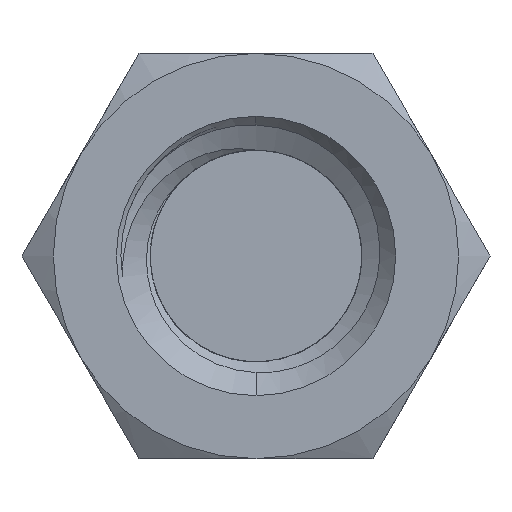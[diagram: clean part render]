
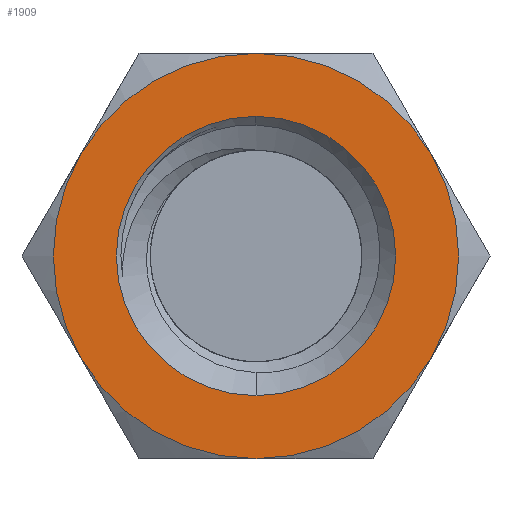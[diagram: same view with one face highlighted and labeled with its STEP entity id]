
A CAD part, left-side view. The second image highlights one B-rep face of the part: STEP entity #1909.
In plain terms, the highlighted planar face has unit normal (-1, 0, 0).
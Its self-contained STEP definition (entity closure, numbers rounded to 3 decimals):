
#162 = VERTEX_POINT ( 'NONE', #1014 ) ;
#176 = CIRCLE ( 'NONE', #3090, 2.25 ) ;
#310 = VERTEX_POINT ( 'NONE', #2986 ) ;
#315 = DIRECTION ( 'NONE',  ( 1., 0., 0. ) ) ;
#484 = CARTESIAN_POINT ( 'NONE',  ( -6.35, 0., 0. ) ) ;
#496 = FACE_BOUND ( 'NONE', #2844, .T. ) ;
#513 = AXIS2_PLACEMENT_3D ( 'NONE', #3555, #2149, #670 ) ;
#670 = DIRECTION ( 'NONE',  ( 0., 0., -1. ) ) ;
#743 = ORIENTED_EDGE ( 'NONE', *, *, #3242, .F. ) ;
#784 = DIRECTION ( 'NONE',  ( 0., 0., 1. ) ) ;
#792 = VERTEX_POINT ( 'NONE', #1917 ) ;
#826 = AXIS2_PLACEMENT_3D ( 'NONE', #484, #3004, #3382 ) ;
#1014 = CARTESIAN_POINT ( 'NONE',  ( -6.35, -1.949, 1.125 ) ) ;
#1022 = EDGE_CURVE ( 'NONE', #1684, #3865, #2348, .T. ) ;
#1085 = EDGE_CURVE ( 'NONE', #792, #1874, #1552, .T. ) ;
#1097 = DIRECTION ( 'NONE',  ( -1., 0., 0. ) ) ;
#1123 = DIRECTION ( 'NONE',  ( 0., 0., 1. ) ) ;
#1250 = EDGE_CURVE ( 'NONE', #3865, #1684, #1609, .T. ) ;
#1548 = AXIS2_PLACEMENT_3D ( 'NONE', #2238, #2222, #784 ) ;
#1552 = CIRCLE ( 'NONE', #826, 2.25 ) ;
#1585 = AXIS2_PLACEMENT_3D ( 'NONE', #2447, #2072, #2803 ) ;
#1602 = CIRCLE ( 'NONE', #4579, 2.25 ) ;
#1609 = CIRCLE ( 'NONE', #4374, 1.551 ) ;
#1617 = DIRECTION ( 'NONE',  ( 0., 0., -1. ) ) ;
#1661 = EDGE_CURVE ( 'NONE', #162, #2734, #3542, .T. ) ;
#1684 = VERTEX_POINT ( 'NONE', #1955 ) ;
#1766 = AXIS2_PLACEMENT_3D ( 'NONE', #1810, #2268, #1832 ) ;
#1810 = CARTESIAN_POINT ( 'NONE',  ( -6.35, 0., 0. ) ) ;
#1832 = DIRECTION ( 'NONE',  ( 0., 0., -1. ) ) ;
#1874 = VERTEX_POINT ( 'NONE', #3870 ) ;
#1909 = ADVANCED_FACE ( 'NONE', ( #496, #2972 ), #3197, .F. ) ;
#1917 = CARTESIAN_POINT ( 'NONE',  ( -6.35, 0., 2.25 ) ) ;
#1934 = ORIENTED_EDGE ( 'NONE', *, *, #1085, .T. ) ;
#1935 = DIRECTION ( 'NONE',  ( 0., 0., -1. ) ) ;
#1955 = CARTESIAN_POINT ( 'NONE',  ( -6.35, 0., -1.551 ) ) ;
#2012 = CIRCLE ( 'NONE', #513, 2.25 ) ;
#2072 = DIRECTION ( 'NONE',  ( 1., 0., 0. ) ) ;
#2126 = EDGE_CURVE ( 'NONE', #2734, #3749, #3713, .T. ) ;
#2149 = DIRECTION ( 'NONE',  ( 1., 0., 0. ) ) ;
#2222 = DIRECTION ( 'NONE',  ( -1., 0., 0. ) ) ;
#2238 = CARTESIAN_POINT ( 'NONE',  ( -6.35, 0., 0. ) ) ;
#2268 = DIRECTION ( 'NONE',  ( 1., 0., 0. ) ) ;
#2348 = CIRCLE ( 'NONE', #1548, 1.551 ) ;
#2447 = CARTESIAN_POINT ( 'NONE',  ( -6.35, 2.598, 0. ) ) ;
#2455 = CARTESIAN_POINT ( 'NONE',  ( -6.35, 0., 0. ) ) ;
#2469 = CARTESIAN_POINT ( 'NONE',  ( -6.35, 0., -2.25 ) ) ;
#2515 = CARTESIAN_POINT ( 'NONE',  ( -6.35, 0., 1.551 ) ) ;
#2734 = VERTEX_POINT ( 'NONE', #4466 ) ;
#2803 = DIRECTION ( 'NONE',  ( 0., 0., -1. ) ) ;
#2844 = EDGE_LOOP ( 'NONE', ( #4027, #4203 ) ) ;
#2972 = FACE_OUTER_BOUND ( 'NONE', #4081, .T. ) ;
#2986 = CARTESIAN_POINT ( 'NONE',  ( -6.35, 1.949, -1.125 ) ) ;
#3004 = DIRECTION ( 'NONE',  ( -1., 0., 0. ) ) ;
#3016 = CARTESIAN_POINT ( 'NONE',  ( -6.35, 0., 0. ) ) ;
#3059 = CARTESIAN_POINT ( 'NONE',  ( -6.35, 0., 0. ) ) ;
#3090 = AXIS2_PLACEMENT_3D ( 'NONE', #3059, #4519, #1617 ) ;
#3197 = PLANE ( 'NONE',  #1585 ) ;
#3227 = ORIENTED_EDGE ( 'NONE', *, *, #2126, .F. ) ;
#3242 = EDGE_CURVE ( 'NONE', #310, #1874, #2012, .T. ) ;
#3264 = CARTESIAN_POINT ( 'NONE',  ( -6.35, 0., 0. ) ) ;
#3336 = ORIENTED_EDGE ( 'NONE', *, *, #3731, .F. ) ;
#3382 = DIRECTION ( 'NONE',  ( 0., 0., 1. ) ) ;
#3542 = CIRCLE ( 'NONE', #4472, 2.25 ) ;
#3555 = CARTESIAN_POINT ( 'NONE',  ( -6.35, 0., 0. ) ) ;
#3713 = CIRCLE ( 'NONE', #1766, 2.25 ) ;
#3731 = EDGE_CURVE ( 'NONE', #792, #162, #1602, .T. ) ;
#3749 = VERTEX_POINT ( 'NONE', #2469 ) ;
#3865 = VERTEX_POINT ( 'NONE', #2515 ) ;
#3870 = CARTESIAN_POINT ( 'NONE',  ( -6.35, 1.949, 1.125 ) ) ;
#3970 = ORIENTED_EDGE ( 'NONE', *, *, #4464, .F. ) ;
#4027 = ORIENTED_EDGE ( 'NONE', *, *, #1250, .F. ) ;
#4078 = DIRECTION ( 'NONE',  ( 1., 0., 0. ) ) ;
#4081 = EDGE_LOOP ( 'NONE', ( #3970, #3227, #4413, #3336, #1934, #743 ) ) ;
#4203 = ORIENTED_EDGE ( 'NONE', *, *, #1022, .F. ) ;
#4261 = DIRECTION ( 'NONE',  ( 0., 0., -1. ) ) ;
#4374 = AXIS2_PLACEMENT_3D ( 'NONE', #3264, #1097, #1123 ) ;
#4413 = ORIENTED_EDGE ( 'NONE', *, *, #1661, .F. ) ;
#4464 = EDGE_CURVE ( 'NONE', #3749, #310, #176, .T. ) ;
#4466 = CARTESIAN_POINT ( 'NONE',  ( -6.35, -1.949, -1.125 ) ) ;
#4472 = AXIS2_PLACEMENT_3D ( 'NONE', #3016, #4078, #1935 ) ;
#4519 = DIRECTION ( 'NONE',  ( 1., 0., 0. ) ) ;
#4579 = AXIS2_PLACEMENT_3D ( 'NONE', #2455, #315, #4261 ) ;
